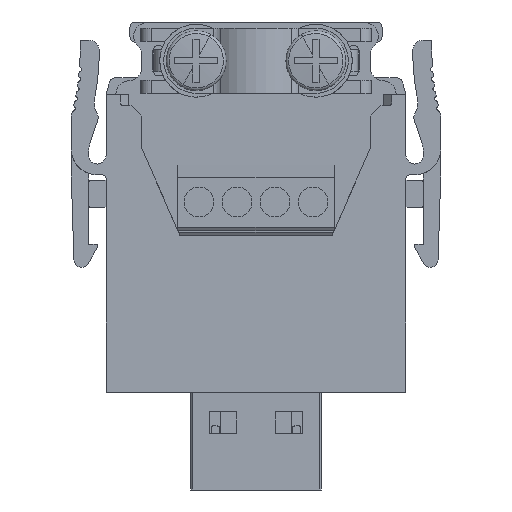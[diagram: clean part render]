
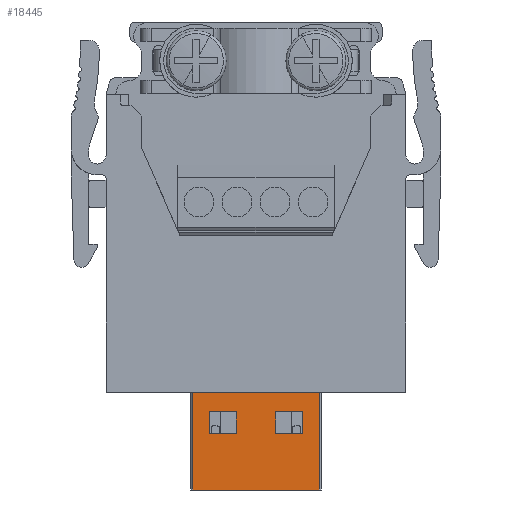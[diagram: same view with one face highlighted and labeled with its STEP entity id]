
A CAD part, front view. The second image highlights one B-rep face of the part: STEP entity #18445.
In plain terms, the highlighted planar face has unit normal (0, -1, 0).
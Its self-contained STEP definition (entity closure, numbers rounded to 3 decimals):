
#18357=AXIS2_PLACEMENT_3D('Plane Axis2P3D',#18354,#18355,#18356) ;
#18023=CARTESIAN_POINT('Vertex',(22.802,2.35,0.)) ;
#18026=CARTESIAN_POINT('Line Origine',(17.002,2.35,0.)) ;
#18030=CARTESIAN_POINT('Vertex',(11.202,2.35,0.)) ;
#18334=CARTESIAN_POINT('Vertex',(22.802,2.35,19.1)) ;
#18337=CARTESIAN_POINT('Line Origine',(22.802,2.35,8.973)) ;
#18354=CARTESIAN_POINT('Axis2P3D Location',(11.202,2.35,0.)) ;
#18359=CARTESIAN_POINT('Line Origine',(17.002,2.35,19.1)) ;
#18363=CARTESIAN_POINT('Vertex',(11.202,2.35,19.1)) ;
#18366=CARTESIAN_POINT('Line Origine',(11.202,2.35,9.55)) ;
#18377=CARTESIAN_POINT('Line Origine',(13.952,2.35,5.2)) ;
#18381=CARTESIAN_POINT('Vertex',(12.702,2.35,5.2)) ;
#18383=CARTESIAN_POINT('Vertex',(15.202,2.35,5.2)) ;
#18386=CARTESIAN_POINT('Line Origine',(12.702,2.35,6.2)) ;
#18390=CARTESIAN_POINT('Vertex',(12.702,2.35,7.2)) ;
#18393=CARTESIAN_POINT('Line Origine',(13.952,2.35,7.2)) ;
#18397=CARTESIAN_POINT('Vertex',(15.202,2.35,7.2)) ;
#18400=CARTESIAN_POINT('Line Origine',(15.202,2.35,6.2)) ;
#18411=CARTESIAN_POINT('Line Origine',(21.302,2.35,6.2)) ;
#18415=CARTESIAN_POINT('Vertex',(21.302,2.35,7.2)) ;
#18417=CARTESIAN_POINT('Vertex',(21.302,2.35,5.2)) ;
#18420=CARTESIAN_POINT('Line Origine',(20.052,2.35,5.2)) ;
#18424=CARTESIAN_POINT('Vertex',(18.802,2.35,5.2)) ;
#18427=CARTESIAN_POINT('Line Origine',(18.802,2.35,6.2)) ;
#18431=CARTESIAN_POINT('Vertex',(18.802,2.35,7.2)) ;
#18434=CARTESIAN_POINT('Line Origine',(20.052,2.35,7.2)) ;
#18027=DIRECTION('Vector Direction',(1.,0.,0.)) ;
#18338=DIRECTION('Vector Direction',(0.,0.,-1.)) ;
#18355=DIRECTION('Axis2P3D Direction',(0.,-1.,0.)) ;
#18356=DIRECTION('Axis2P3D XDirection',(1.,0.,0.)) ;
#18360=DIRECTION('Vector Direction',(1.,0.,0.)) ;
#18367=DIRECTION('Vector Direction',(0.,0.,1.)) ;
#18378=DIRECTION('Vector Direction',(1.,0.,0.)) ;
#18387=DIRECTION('Vector Direction',(0.,0.,-1.)) ;
#18394=DIRECTION('Vector Direction',(-1.,0.,0.)) ;
#18401=DIRECTION('Vector Direction',(0.,0.,1.)) ;
#18412=DIRECTION('Vector Direction',(0.,0.,-1.)) ;
#18421=DIRECTION('Vector Direction',(1.,0.,0.)) ;
#18428=DIRECTION('Vector Direction',(0.,0.,1.)) ;
#18435=DIRECTION('Vector Direction',(-1.,0.,0.)) ;
#18028=VECTOR('Line Direction',#18027,1.) ;
#18339=VECTOR('Line Direction',#18338,1.) ;
#18361=VECTOR('Line Direction',#18360,1.) ;
#18368=VECTOR('Line Direction',#18367,1.) ;
#18379=VECTOR('Line Direction',#18378,1.) ;
#18388=VECTOR('Line Direction',#18387,1.) ;
#18395=VECTOR('Line Direction',#18394,1.) ;
#18402=VECTOR('Line Direction',#18401,1.) ;
#18413=VECTOR('Line Direction',#18412,1.) ;
#18422=VECTOR('Line Direction',#18421,1.) ;
#18429=VECTOR('Line Direction',#18428,1.) ;
#18436=VECTOR('Line Direction',#18435,1.) ;
#18372=ORIENTED_EDGE('',*,*,#18365,.T.) ;
#18373=ORIENTED_EDGE('',*,*,#18370,.F.) ;
#18374=ORIENTED_EDGE('',*,*,#18032,.F.) ;
#18375=ORIENTED_EDGE('',*,*,#18341,.T.) ;
#18406=ORIENTED_EDGE('',*,*,#18385,.F.) ;
#18407=ORIENTED_EDGE('',*,*,#18392,.F.) ;
#18408=ORIENTED_EDGE('',*,*,#18399,.F.) ;
#18409=ORIENTED_EDGE('',*,*,#18404,.F.) ;
#18440=ORIENTED_EDGE('',*,*,#18419,.T.) ;
#18441=ORIENTED_EDGE('',*,*,#18426,.F.) ;
#18442=ORIENTED_EDGE('',*,*,#18433,.T.) ;
#18443=ORIENTED_EDGE('',*,*,#18438,.F.) ;
#18410=FACE_BOUND('',#18405,.T.) ;
#18444=FACE_BOUND('',#18439,.T.) ;
#18445=ADVANCED_FACE('_HDC CM BUS 2BS T PBDP 1806030000.5',(#18376,#18410,#18444),#18358,.T.) ;
#18032=EDGE_CURVE('',#18024,#18031,#18029,.F.) ;
#18341=EDGE_CURVE('',#18024,#18335,#18340,.F.) ;
#18365=EDGE_CURVE('',#18335,#18364,#18362,.F.) ;
#18370=EDGE_CURVE('',#18031,#18364,#18369,.T.) ;
#18385=EDGE_CURVE('',#18382,#18384,#18380,.T.) ;
#18392=EDGE_CURVE('',#18391,#18382,#18389,.T.) ;
#18399=EDGE_CURVE('',#18398,#18391,#18396,.T.) ;
#18404=EDGE_CURVE('',#18384,#18398,#18403,.T.) ;
#18419=EDGE_CURVE('',#18416,#18418,#18414,.T.) ;
#18426=EDGE_CURVE('',#18425,#18418,#18423,.T.) ;
#18433=EDGE_CURVE('',#18425,#18432,#18430,.T.) ;
#18438=EDGE_CURVE('',#18416,#18432,#18437,.T.) ;
#18371=EDGE_LOOP('',(#18372,#18373,#18374,#18375)) ;
#18405=EDGE_LOOP('',(#18406,#18407,#18408,#18409)) ;
#18439=EDGE_LOOP('',(#18440,#18441,#18442,#18443)) ;
#18376=FACE_OUTER_BOUND('',#18371,.T.) ;
#18029=LINE('Line',#18026,#18028) ;
#18340=LINE('Line',#18337,#18339) ;
#18362=LINE('Line',#18359,#18361) ;
#18369=LINE('Line',#18366,#18368) ;
#18380=LINE('Line',#18377,#18379) ;
#18389=LINE('Line',#18386,#18388) ;
#18396=LINE('Line',#18393,#18395) ;
#18403=LINE('Line',#18400,#18402) ;
#18414=LINE('Line',#18411,#18413) ;
#18423=LINE('Line',#18420,#18422) ;
#18430=LINE('Line',#18427,#18429) ;
#18437=LINE('Line',#18434,#18436) ;
#18358=PLANE('',#18357) ;
#18024=VERTEX_POINT('',#18023) ;
#18031=VERTEX_POINT('',#18030) ;
#18335=VERTEX_POINT('',#18334) ;
#18364=VERTEX_POINT('',#18363) ;
#18382=VERTEX_POINT('',#18381) ;
#18384=VERTEX_POINT('',#18383) ;
#18391=VERTEX_POINT('',#18390) ;
#18398=VERTEX_POINT('',#18397) ;
#18416=VERTEX_POINT('',#18415) ;
#18418=VERTEX_POINT('',#18417) ;
#18425=VERTEX_POINT('',#18424) ;
#18432=VERTEX_POINT('',#18431) ;
